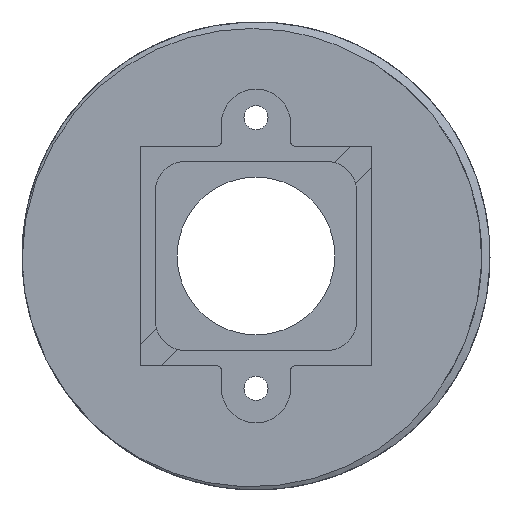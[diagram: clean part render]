
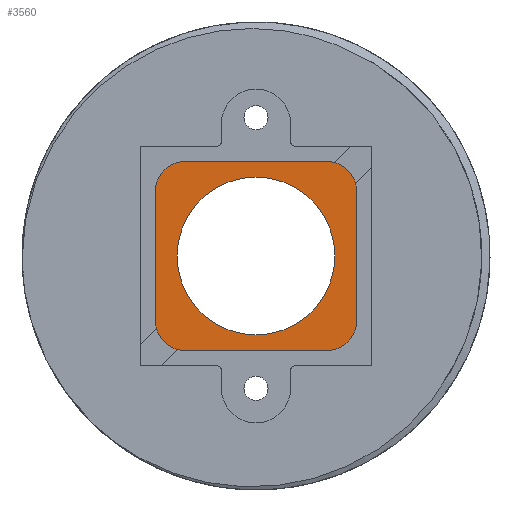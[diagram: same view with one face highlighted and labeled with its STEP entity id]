
A CAD part, front view. The second image highlights one B-rep face of the part: STEP entity #3560.
In plain terms, the highlighted planar face has unit normal (0, -1, 0).
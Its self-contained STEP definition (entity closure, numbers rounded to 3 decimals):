
#22 = DIRECTION ( 'NONE',  ( -1., 0., 0. ) ) ;
#74 = DIRECTION ( 'NONE',  ( 0., -1., 0. ) ) ;
#97 = CARTESIAN_POINT ( 'NONE',  ( -6.7, -1., -6.3 ) ) ;
#163 = VECTOR ( 'NONE', #1662, 1000. ) ;
#170 = VERTEX_POINT ( 'NONE', #2565 ) ;
#192 = CARTESIAN_POINT ( 'NONE',  ( 0., -1., 0. ) ) ;
#349 = LINE ( 'NONE', #3389, #2843 ) ;
#403 = CIRCLE ( 'NONE', #1944, 2. ) ;
#580 = ORIENTED_EDGE ( 'NONE', *, *, #3910, .T. ) ;
#667 = ORIENTED_EDGE ( 'NONE', *, *, #3486, .T. ) ;
#680 = EDGE_CURVE ( 'NONE', #170, #2426, #2708, .T. ) ;
#691 = CARTESIAN_POINT ( 'NONE',  ( -4.7, -1., 4.3 ) ) ;
#730 = VERTEX_POINT ( 'NONE', #1473 ) ;
#740 = CARTESIAN_POINT ( 'NONE',  ( -6.7, -1., -6.3 ) ) ;
#829 = CARTESIAN_POINT ( 'NONE',  ( 4.7, -1., 4.3 ) ) ;
#854 = VERTEX_POINT ( 'NONE', #1205 ) ;
#869 = DIRECTION ( 'NONE',  ( 0., 0., 1. ) ) ;
#901 = ORIENTED_EDGE ( 'NONE', *, *, #3039, .T. ) ;
#927 = LINE ( 'NONE', #740, #163 ) ;
#952 = DIRECTION ( 'NONE',  ( 0., 0., 1. ) ) ;
#968 = PLANE ( 'NONE',  #2660 ) ;
#999 = LINE ( 'NONE', #97, #1947 ) ;
#1042 = EDGE_CURVE ( 'NONE', #2040, #854, #927, .T. ) ;
#1205 = CARTESIAN_POINT ( 'NONE',  ( 4.7, -1., -6.3 ) ) ;
#1252 = CARTESIAN_POINT ( 'NONE',  ( 4.7, -1., -4.3 ) ) ;
#1259 = DIRECTION ( 'NONE',  ( 0., 0., -1. ) ) ;
#1264 = EDGE_CURVE ( 'NONE', #1702, #2040, #3520, .T. ) ;
#1289 = DIRECTION ( 'NONE',  ( 0., 0., 1. ) ) ;
#1367 = DIRECTION ( 'NONE',  ( 0., -1., 0. ) ) ;
#1473 = CARTESIAN_POINT ( 'NONE',  ( 4.7, -1., 6.3 ) ) ;
#1561 = CARTESIAN_POINT ( 'NONE',  ( -6.7, -1., 6.3 ) ) ;
#1595 = DIRECTION ( 'NONE',  ( 0., 0., 1. ) ) ;
#1630 = AXIS2_PLACEMENT_3D ( 'NONE', #2883, #1367, #2588 ) ;
#1638 = EDGE_LOOP ( 'NONE', ( #3025, #1682 ) ) ;
#1662 = DIRECTION ( 'NONE',  ( 1., 0., 0. ) ) ;
#1682 = ORIENTED_EDGE ( 'NONE', *, *, #680, .F. ) ;
#1702 = VERTEX_POINT ( 'NONE', #2405 ) ;
#1728 = CARTESIAN_POINT ( 'NONE',  ( -4.7, -1., 6.3 ) ) ;
#1765 = AXIS2_PLACEMENT_3D ( 'NONE', #829, #3871, #3527 ) ;
#1796 = CARTESIAN_POINT ( 'NONE',  ( -6.7, -1., 4.3 ) ) ;
#1797 = ORIENTED_EDGE ( 'NONE', *, *, #1042, .T. ) ;
#1848 = CARTESIAN_POINT ( 'NONE',  ( 6.7, -1., -4.3 ) ) ;
#1854 = DIRECTION ( 'NONE',  ( 0., 0., 1. ) ) ;
#1916 = LINE ( 'NONE', #1561, #3658 ) ;
#1922 = EDGE_CURVE ( 'NONE', #2426, #170, #3143, .T. ) ;
#1944 = AXIS2_PLACEMENT_3D ( 'NONE', #691, #74, #1289 ) ;
#1947 = VECTOR ( 'NONE', #1259, 1000. ) ;
#2007 = CARTESIAN_POINT ( 'NONE',  ( -4.7, -1., -4.3 ) ) ;
#2040 = VERTEX_POINT ( 'NONE', #2566 ) ;
#2156 = FACE_BOUND ( 'NONE', #1638, .T. ) ;
#2179 = ORIENTED_EDGE ( 'NONE', *, *, #1264, .T. ) ;
#2190 = DIRECTION ( 'NONE',  ( 0., 1., 0. ) ) ;
#2193 = CARTESIAN_POINT ( 'NONE',  ( 6.7, -1., 4.3 ) ) ;
#2219 = EDGE_CURVE ( 'NONE', #3009, #730, #3213, .T. ) ;
#2320 = AXIS2_PLACEMENT_3D ( 'NONE', #192, #2622, #3827 ) ;
#2405 = CARTESIAN_POINT ( 'NONE',  ( -6.7, -1., -4.3 ) ) ;
#2426 = VERTEX_POINT ( 'NONE', #3872 ) ;
#2438 = VERTEX_POINT ( 'NONE', #1848 ) ;
#2565 = CARTESIAN_POINT ( 'NONE',  ( 0., -1., -5.25 ) ) ;
#2566 = CARTESIAN_POINT ( 'NONE',  ( -4.7, -1., -6.3 ) ) ;
#2579 = CIRCLE ( 'NONE', #3465, 2. ) ;
#2588 = DIRECTION ( 'NONE',  ( 0., 0., 1. ) ) ;
#2622 = DIRECTION ( 'NONE',  ( 0., -1., 0. ) ) ;
#2626 = DIRECTION ( 'NONE',  ( 0., -1., 0. ) ) ;
#2660 = AXIS2_PLACEMENT_3D ( 'NONE', #3635, #2190, #1854 ) ;
#2708 = CIRCLE ( 'NONE', #2320, 5.25 ) ;
#2749 = DIRECTION ( 'NONE',  ( 0., -1., 0. ) ) ;
#2779 = AXIS2_PLACEMENT_3D ( 'NONE', #2007, #2626, #869 ) ;
#2819 = VERTEX_POINT ( 'NONE', #1796 ) ;
#2826 = ORIENTED_EDGE ( 'NONE', *, *, #3394, .T. ) ;
#2843 = VECTOR ( 'NONE', #952, 1000. ) ;
#2883 = CARTESIAN_POINT ( 'NONE',  ( 0., -1., 0. ) ) ;
#2949 = ORIENTED_EDGE ( 'NONE', *, *, #2219, .T. ) ;
#3009 = VERTEX_POINT ( 'NONE', #2193 ) ;
#3025 = ORIENTED_EDGE ( 'NONE', *, *, #1922, .F. ) ;
#3039 = EDGE_CURVE ( 'NONE', #3251, #2819, #403, .T. ) ;
#3143 = CIRCLE ( 'NONE', #1630, 5.25 ) ;
#3213 = CIRCLE ( 'NONE', #1765, 2. ) ;
#3251 = VERTEX_POINT ( 'NONE', #1728 ) ;
#3372 = ORIENTED_EDGE ( 'NONE', *, *, #3864, .T. ) ;
#3389 = CARTESIAN_POINT ( 'NONE',  ( 6.7, -1., -6.3 ) ) ;
#3394 = EDGE_CURVE ( 'NONE', #2438, #3009, #349, .T. ) ;
#3420 = EDGE_LOOP ( 'NONE', ( #1797, #667, #2826, #2949, #3372, #901, #580, #2179 ) ) ;
#3465 = AXIS2_PLACEMENT_3D ( 'NONE', #1252, #2749, #1595 ) ;
#3486 = EDGE_CURVE ( 'NONE', #854, #2438, #2579, .T. ) ;
#3520 = CIRCLE ( 'NONE', #2779, 2. ) ;
#3527 = DIRECTION ( 'NONE',  ( 0., 0., 1. ) ) ;
#3560 = ADVANCED_FACE ( 'NONE', ( #3708, #2156 ), #968, .F. ) ;
#3635 = CARTESIAN_POINT ( 'NONE',  ( 0., -1., 0. ) ) ;
#3658 = VECTOR ( 'NONE', #22, 1000. ) ;
#3708 = FACE_OUTER_BOUND ( 'NONE', #3420, .T. ) ;
#3827 = DIRECTION ( 'NONE',  ( 0., 0., 1. ) ) ;
#3864 = EDGE_CURVE ( 'NONE', #730, #3251, #1916, .T. ) ;
#3871 = DIRECTION ( 'NONE',  ( 0., -1., 0. ) ) ;
#3872 = CARTESIAN_POINT ( 'NONE',  ( 0., -1., 5.25 ) ) ;
#3910 = EDGE_CURVE ( 'NONE', #2819, #1702, #999, .T. ) ;
